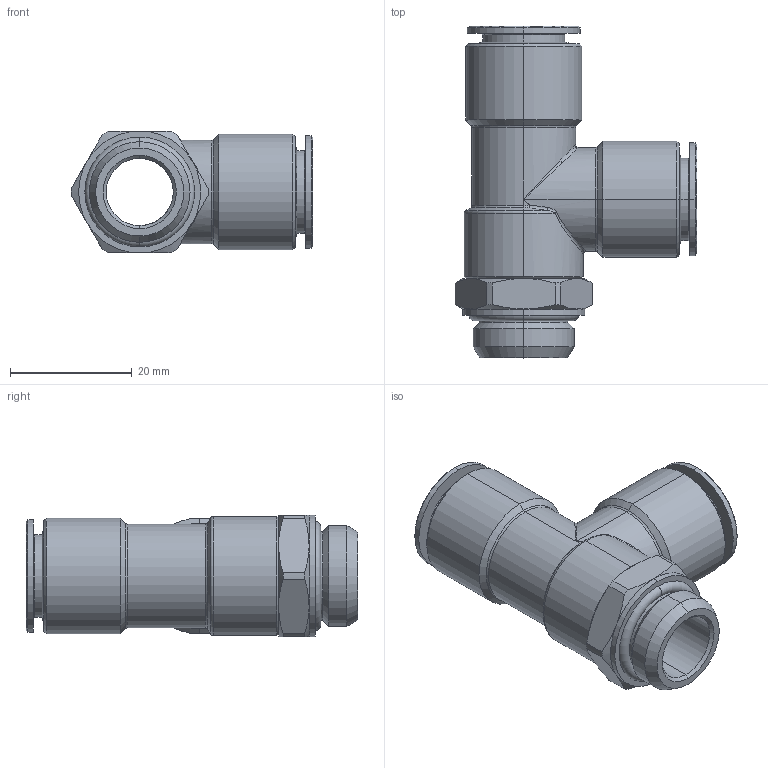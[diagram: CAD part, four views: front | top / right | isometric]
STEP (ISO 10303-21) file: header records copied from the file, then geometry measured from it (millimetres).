
FILE_DESCRIPTION (( 'STEP AP203' ), '1' );
FILE_NAME ('A0140063.STEP', '2009-11-27T15:22:00', ( 'Gabriele' ), ( 'C.Matic srl' ), 'SwSTEP 2.0', 'SolidWorks 2009', '' );
FILE_SCHEMA (( 'CONFIG_CONTROL_DESIGN' ));
Length unit declared in the file: millimetre
Products named in the file (1): A0140063
Bounding box: 39.65 x 54.4 x 20 mm (x, y, z)
Volume: 11371.8 mm3; surface area: 7991.4 mm2
Topology: 1 solids, 1 shells, 131 faces, 282 edges, 154 vertices
Faces by surface type: cone 51, cylinder 41, plane 15, torus 12, bspline 8, sphere 4
Entity records: 4584 total; most frequent: CARTESIAN_POINT 1709, DIRECTION 634, ORIENTED_EDGE 556, EDGE_CURVE 278, AXIS2_PLACEMENT_3D 274, VERTEX_POINT 154, CIRCLE 150, EDGE_LOOP 140
